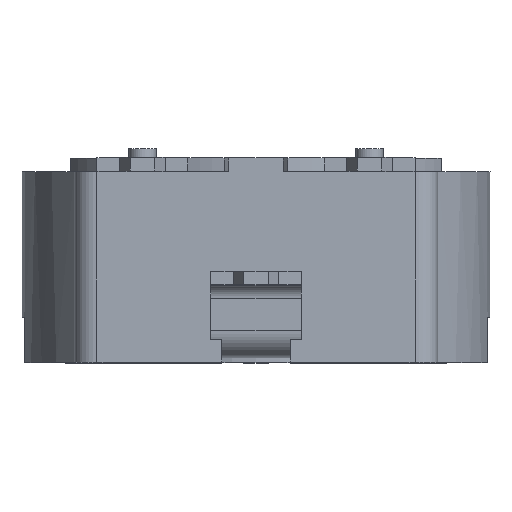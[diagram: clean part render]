
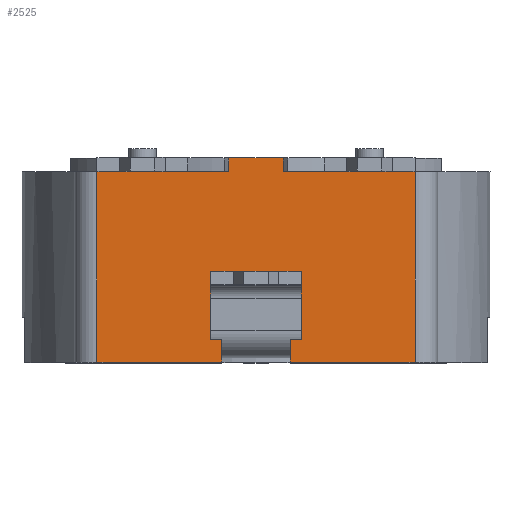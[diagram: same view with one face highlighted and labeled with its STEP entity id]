
A CAD part, top view. The second image highlights one B-rep face of the part: STEP entity #2525.
In plain terms, the highlighted planar face has unit normal (0, 0, 1).
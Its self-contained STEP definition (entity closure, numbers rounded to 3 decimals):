
#6=DIRECTION('',(1.,0.,0.));
#7=VECTOR('',#6,2.75);
#8=CARTESIAN_POINT('',(-3.5,0.,5.));
#9=LINE('',#8,#7);
#112=DIRECTION('',(1.,0.,0.));
#113=VECTOR('',#112,0.9);
#114=CARTESIAN_POINT('',(0.6,4.2,5.));
#115=LINE('',#114,#113);
#129=DIRECTION('',(1.,0.,0.));
#130=VECTOR('',#129,0.9);
#131=CARTESIAN_POINT('',(-1.5,4.2,5.));
#132=LINE('',#131,#130);
#173=DIRECTION('',(0.,1.,0.));
#174=VECTOR('',#173,0.309);
#175=CARTESIAN_POINT('',(0.75,0.108,5.));
#176=LINE('',#175,#174);
#177=DIRECTION('',(0.,1.,0.));
#178=VECTOR('',#177,0.583);
#179=CARTESIAN_POINT('',(0.75,0.417,5.));
#180=LINE('',#179,#178);
#181=DIRECTION('',(1.,0.,0.));
#182=VECTOR('',#181,1.5);
#183=CARTESIAN_POINT('',(-0.75,1.,5.));
#184=LINE('',#183,#182);
#185=DIRECTION('',(0.,1.,0.));
#186=VECTOR('',#185,0.583);
#187=CARTESIAN_POINT('',(-0.75,0.417,5.));
#188=LINE('',#187,#186);
#189=DIRECTION('',(0.,1.,0.));
#190=VECTOR('',#189,0.309);
#191=CARTESIAN_POINT('',(-0.75,0.108,5.));
#192=LINE('',#191,#190);
#193=DIRECTION('',(0.,1.,0.));
#194=VECTOR('',#193,0.108);
#195=CARTESIAN_POINT('',(-0.75,0.,5.));
#196=LINE('',#195,#194);
#197=DIRECTION('',(0.,-1.,0.));
#198=VECTOR('',#197,4.2);
#199=CARTESIAN_POINT('',(-3.5,4.2,5.));
#200=LINE('',#199,#198);
#201=DIRECTION('',(1.,0.,0.));
#202=VECTOR('',#201,2.);
#203=CARTESIAN_POINT('',(-3.5,4.2,5.));
#204=LINE('',#203,#202);
#205=DIRECTION('',(0.,-1.,0.));
#206=VECTOR('',#205,0.3);
#207=CARTESIAN_POINT('',(-0.6,4.5,5.));
#208=LINE('',#207,#206);
#209=DIRECTION('',(1.,0.,0.));
#210=VECTOR('',#209,2.);
#211=CARTESIAN_POINT('',(1.5,4.2,5.));
#212=LINE('',#211,#210);
#213=DIRECTION('',(0.,-1.,0.));
#214=VECTOR('',#213,4.2);
#215=CARTESIAN_POINT('',(3.5,4.2,5.));
#216=LINE('',#215,#214);
#217=DIRECTION('',(0.,1.,0.));
#218=VECTOR('',#217,0.108);
#219=CARTESIAN_POINT('',(0.75,0.,5.));
#220=LINE('',#219,#218);
#532=DIRECTION('',(1.,0.,0.));
#533=VECTOR('',#532,2.75);
#534=CARTESIAN_POINT('',(0.75,0.,5.));
#535=LINE('',#534,#533);
#999=DIRECTION('',(1.,0.,0.));
#1000=VECTOR('',#999,1.2);
#1001=CARTESIAN_POINT('',(-0.6,4.5,5.));
#1002=LINE('',#1001,#1000);
#1021=DIRECTION('',(0.,-1.,0.));
#1022=VECTOR('',#1021,0.3);
#1023=CARTESIAN_POINT('',(0.6,4.5,5.));
#1024=LINE('',#1023,#1022);
#1812=CARTESIAN_POINT('',(-0.6,4.5,5.));
#1814=VERTEX_POINT('',#1812);
#1815=CARTESIAN_POINT('',(0.6,4.5,5.));
#1816=VERTEX_POINT('',#1815);
#1820=CARTESIAN_POINT('',(-0.6,4.2,5.));
#1822=VERTEX_POINT('',#1820);
#1823=CARTESIAN_POINT('',(0.6,4.2,5.));
#1825=VERTEX_POINT('',#1823);
#1892=CARTESIAN_POINT('',(3.5,0.,5.));
#1894=VERTEX_POINT('',#1892);
#1897=CARTESIAN_POINT('',(-3.5,0.,5.));
#1899=VERTEX_POINT('',#1897);
#1943=CARTESIAN_POINT('',(-0.75,1.,5.));
#1945=VERTEX_POINT('',#1943);
#1948=CARTESIAN_POINT('',(0.75,1.,5.));
#1950=VERTEX_POINT('',#1948);
#1967=CARTESIAN_POINT('',(-0.75,0.,5.));
#1969=VERTEX_POINT('',#1967);
#1971=CARTESIAN_POINT('',(0.75,0.,5.));
#1973=VERTEX_POINT('',#1971);
#2099=CARTESIAN_POINT('',(-1.5,4.2,5.));
#2101=VERTEX_POINT('',#2099);
#2103=CARTESIAN_POINT('',(-3.5,4.2,5.));
#2105=VERTEX_POINT('',#2103);
#2135=CARTESIAN_POINT('',(1.5,4.2,5.));
#2136=VERTEX_POINT('',#2135);
#2137=CARTESIAN_POINT('',(3.5,4.2,5.));
#2138=VERTEX_POINT('',#2137);
#2231=CARTESIAN_POINT('',(0.75,0.108,5.));
#2232=CARTESIAN_POINT('',(0.75,0.417,5.));
#2233=VERTEX_POINT('',#2231);
#2234=VERTEX_POINT('',#2232);
#2235=CARTESIAN_POINT('',(-0.75,0.108,5.));
#2236=CARTESIAN_POINT('',(-0.75,0.417,5.));
#2237=VERTEX_POINT('',#2235);
#2238=VERTEX_POINT('',#2236);
#2487=CARTESIAN_POINT('',(-4.,0.,5.));
#2488=DIRECTION('',(0.,0.,1.));
#2489=DIRECTION('',(1.,0.,0.));
#2490=AXIS2_PLACEMENT_3D('',#2487,#2488,#2489);
#2491=PLANE('',#2490);
#2493=ORIENTED_EDGE('',*,*,#2492,.T.);
#2495=ORIENTED_EDGE('',*,*,#2494,.T.);
#2497=ORIENTED_EDGE('',*,*,#2496,.F.);
#2499=ORIENTED_EDGE('',*,*,#2498,.F.);
#2501=ORIENTED_EDGE('',*,*,#2500,.F.);
#2503=ORIENTED_EDGE('',*,*,#2502,.F.);
#2504=ORIENTED_EDGE('',*,*,#2358,.F.);
#2505=ORIENTED_EDGE('',*,*,#2380,.F.);
#2506=ORIENTED_EDGE('',*,*,#2465,.T.);
#2507=ORIENTED_EDGE('',*,*,#2438,.T.);
#2509=ORIENTED_EDGE('',*,*,#2508,.F.);
#2511=ORIENTED_EDGE('',*,*,#2510,.T.);
#2513=ORIENTED_EDGE('',*,*,#2512,.T.);
#2514=ORIENTED_EDGE('',*,*,#2430,.T.);
#2516=ORIENTED_EDGE('',*,*,#2515,.T.);
#2518=ORIENTED_EDGE('',*,*,#2517,.T.);
#2520=ORIENTED_EDGE('',*,*,#2519,.F.);
#2522=ORIENTED_EDGE('',*,*,#2521,.T.);
#2523=EDGE_LOOP('',(#2493,#2495,#2497,#2499,#2501,#2503,#2504,#2505,#2506,#2507,
#2509,#2511,#2513,#2514,#2516,#2518,#2520,#2522));
#2524=FACE_OUTER_BOUND('',#2523,.F.);
#2525=ADVANCED_FACE('',(#2524),#2491,.T.);
#2358=EDGE_CURVE('',#1899,#1969,#9,.T.);
#2380=EDGE_CURVE('',#2105,#1899,#200,.T.);
#2430=EDGE_CURVE('',#1825,#2136,#115,.T.);
#2438=EDGE_CURVE('',#2101,#1822,#132,.T.);
#2465=EDGE_CURVE('',#2105,#2101,#204,.T.);
#2492=EDGE_CURVE('',#2233,#2234,#176,.T.);
#2494=EDGE_CURVE('',#2234,#1950,#180,.T.);
#2496=EDGE_CURVE('',#1945,#1950,#184,.T.);
#2498=EDGE_CURVE('',#2238,#1945,#188,.T.);
#2500=EDGE_CURVE('',#2237,#2238,#192,.T.);
#2502=EDGE_CURVE('',#1969,#2237,#196,.T.);
#2508=EDGE_CURVE('',#1814,#1822,#208,.T.);
#2510=EDGE_CURVE('',#1814,#1816,#1002,.T.);
#2512=EDGE_CURVE('',#1816,#1825,#1024,.T.);
#2515=EDGE_CURVE('',#2136,#2138,#212,.T.);
#2517=EDGE_CURVE('',#2138,#1894,#216,.T.);
#2519=EDGE_CURVE('',#1973,#1894,#535,.T.);
#2521=EDGE_CURVE('',#1973,#2233,#220,.T.);
